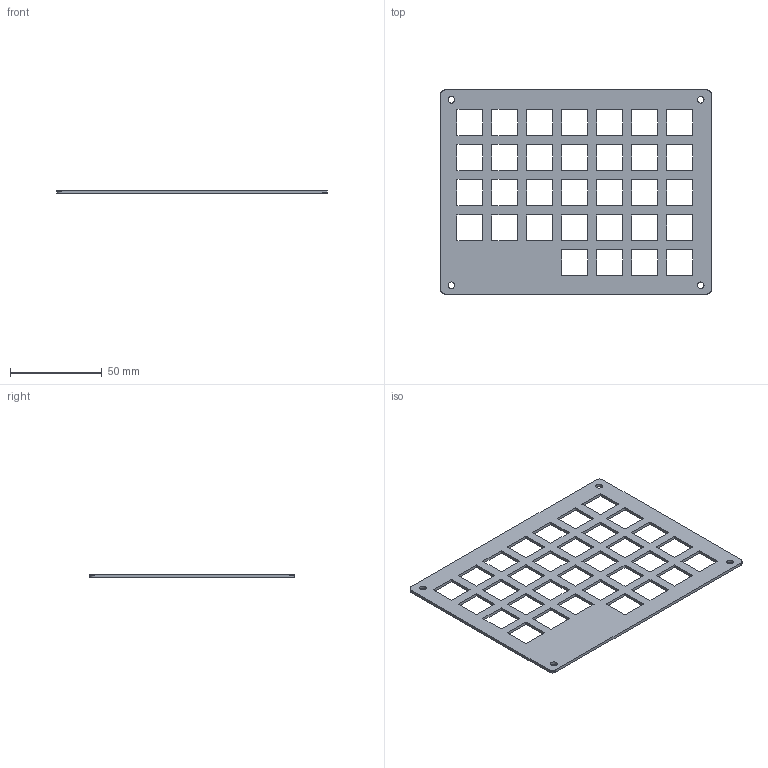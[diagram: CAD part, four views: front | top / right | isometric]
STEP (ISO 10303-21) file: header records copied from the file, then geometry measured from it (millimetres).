
FILE_DESCRIPTION(/* description */ (''),/* implementation_level */ '2;1');
FILE_NAME(/* name */ '11111_top-plate.step',/* time_stamp */ '2023-04-15T17:18:51+09:00',/* author */ (''),/* organization */ (''),/* preprocessor_version */ 'ST-DEVELOPER v19.2',/* originating_system */ 'Autodesk Translation Framework v11.17.0.187',/* authorisation */ '');
FILE_SCHEMA (('AUTOMOTIVE_DESIGN { 1 0 10303 214 3 1 1 }'));
Length unit declared in the file: millimetre
Products named in the file (2): 11111_top-plate; PCB
Assembly tree (1 placements, depth 2):
  11111_top-plate
    PCB
Bounding box: 147.36 x 111.06 x 1.58 mm (x, y, z)
Volume: 15592.2 mm3; surface area: 23476.4 mm2
Topology: 1 solids, 1 shells, 574 faces, 1716 edges, 1144 vertices
Faces by surface type: plane 570, cylinder 4
Full cylindrical faces by diameter (mm): 3.6 x4
Entity records: 19112 total; most frequent: CARTESIAN_POINT 3437, ORIENTED_EDGE 3432, DIRECTION 2878, EDGE_CURVE 1716, LINE 1708, VECTOR 1708, VERTEX_POINT 1144, EDGE_LOOP 646
